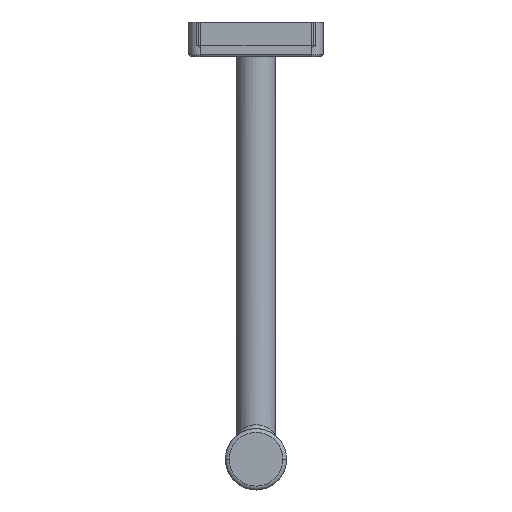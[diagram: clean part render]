
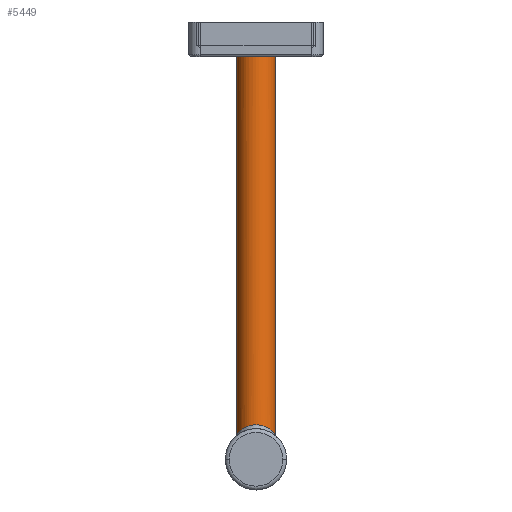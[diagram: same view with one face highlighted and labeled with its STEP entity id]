
A CAD part, front view. The second image highlights one B-rep face of the part: STEP entity #5449.
In plain terms, the highlighted cylindrical face has radius 5 mm (diameter 10 mm), a partial arc.
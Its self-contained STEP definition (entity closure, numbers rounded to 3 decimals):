
#3627=DIRECTION('',(0.,1.,0.));
#3628=VECTOR('',#3627,98.292);
#3629=CARTESIAN_POINT('',(5.,0.,6.));
#3630=LINE('',#3629,#3628);
#3635=CARTESIAN_POINT('',(0.,0.,6.));
#3636=DIRECTION('',(0.,1.,0.));
#3637=DIRECTION('',(-1.,0.,0.));
#3638=AXIS2_PLACEMENT_3D('',#3635,#3636,#3637);
#3673=CARTESIAN_POINT('',(5.,98.292,6.));
#3674=CARTESIAN_POINT('',(5.,98.292,6.27));
#3675=CARTESIAN_POINT('',(4.956,98.244,6.839));
#3676=CARTESIAN_POINT('',(4.72,98.,7.742));
#3677=CARTESIAN_POINT('',(4.273,97.587,8.673));
#3678=CARTESIAN_POINT('',(3.562,97.054,9.57));
#3679=CARTESIAN_POINT('',(2.698,96.577,10.253));
#3680=CARTESIAN_POINT('',(1.8,96.24,10.697));
#3681=CARTESIAN_POINT('',(0.899,96.043,10.947));
#3682=CARTESIAN_POINT('',(0.001,95.979,11.027));
#3683=CARTESIAN_POINT('',(-0.895,96.042,
10.947));
#3684=CARTESIAN_POINT('',(-1.797,96.239,10.699));
#3685=CARTESIAN_POINT('',(-2.694,96.575,10.255));
#3686=CARTESIAN_POINT('',(-3.555,97.05,9.577));
#3687=CARTESIAN_POINT('',(-4.272,97.586,8.675));
#3688=CARTESIAN_POINT('',(-4.721,98.001,7.74));
#3689=CARTESIAN_POINT('',(-4.957,98.244,6.835));
#3690=CARTESIAN_POINT('',(-5.,98.292,6.269));
#3691=CARTESIAN_POINT('',(-5.,98.292,6.));
#3693=DIRECTION('',(0.,1.,0.));
#3694=VECTOR('',#3693,98.292);
#3695=CARTESIAN_POINT('',(-5.,0.,6.));
#3696=LINE('',#3695,#3694);
#3937=CARTESIAN_POINT('',(-5.,0.,6.));
#3938=CARTESIAN_POINT('',(5.,0.,6.));
#3939=VERTEX_POINT('',#3937);
#3940=VERTEX_POINT('',#3938);
#3945=VERTEX_POINT('',#3673);
#3946=VERTEX_POINT('',#3691);
#5438=CARTESIAN_POINT('',(0.,0.,6.));
#5439=DIRECTION('',(0.,1.,0.));
#5440=DIRECTION('',(0.,0.,-1.));
#5441=AXIS2_PLACEMENT_3D('',#5438,#5439,#5440);
#5442=CYLINDRICAL_SURFACE('',#5441,5.);
#5443=ORIENTED_EDGE('',*,*,#4362,.F.);
#5444=ORIENTED_EDGE('',*,*,#5406,.F.);
#5445=ORIENTED_EDGE('',*,*,#5418,.F.);
#5446=ORIENTED_EDGE('',*,*,#4494,.T.);
#5447=EDGE_LOOP('',(#5443,#5444,#5445,#5446));
#5448=FACE_OUTER_BOUND('',#5447,.F.);
#3639=CIRCLE('',#3638,5.);
#3692=B_SPLINE_CURVE_WITH_KNOTS('',3,(#3673,#3674,#3675,#3676,#3677,#3678,#3679,
#3680,#3681,#3682,#3683,#3684,#3685,#3686,#3687,#3688,#3689,#3690,#3691),
.UNSPECIFIED.,.F.,.F.,(4,1,1,1,1,1,1,1,1,1,1,1,1,1,1,1,4),(0.,0.063,0.125,
0.188,0.25,0.313,0.375,0.438,0.5,0.563,0.625,0.688,
0.75,0.813,0.875,0.938,1.),.UNSPECIFIED.);
#4362=EDGE_CURVE('',#3945,#3946,#3692,.T.);
#4494=EDGE_CURVE('',#3939,#3946,#3696,.T.);
#5406=EDGE_CURVE('',#3940,#3945,#3630,.T.);
#5418=EDGE_CURVE('',#3939,#3940,#3639,.T.);
#5449=ADVANCED_FACE('',(#5448),#5442,.T.);
